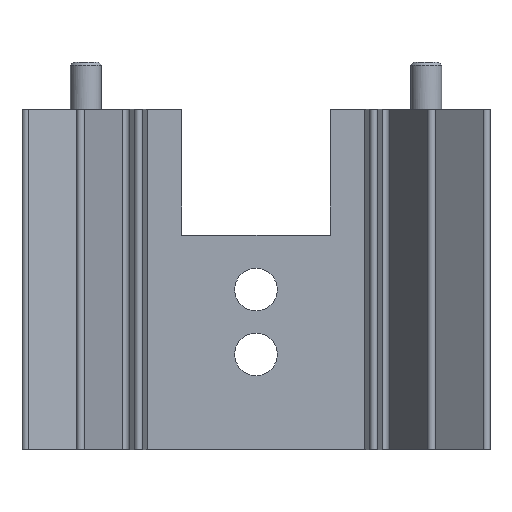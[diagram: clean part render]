
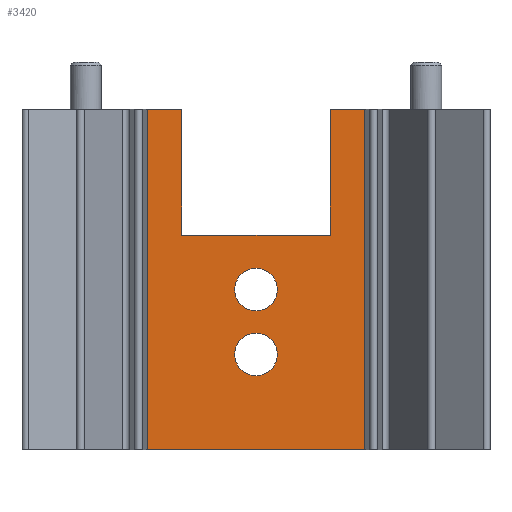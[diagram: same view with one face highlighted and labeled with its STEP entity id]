
A CAD part, front view. The second image highlights one B-rep face of the part: STEP entity #3420.
In plain terms, the highlighted planar face has unit normal (0, -1, 0).
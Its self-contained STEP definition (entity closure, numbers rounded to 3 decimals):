
#23 = VERTEX_POINT ( 'NONE', #2444 ) ;
#66 = CARTESIAN_POINT ( 'NONE',  ( -8.1, -0.785, -25.4 ) ) ;
#122 = CIRCLE ( 'NONE', #1638, 1.59 ) ;
#137 = DIRECTION ( 'NONE',  ( 0., 0., 1. ) ) ;
#167 = CARTESIAN_POINT ( 'NONE',  ( 0., -0.785, -15.05 ) ) ;
#181 = ORIENTED_EDGE ( 'NONE', *, *, #703, .T. ) ;
#189 = AXIS2_PLACEMENT_3D ( 'NONE', #66, #1173, #1966 ) ;
#194 = DIRECTION ( 'NONE',  ( 1., 0., 0. ) ) ;
#208 = AXIS2_PLACEMENT_3D ( 'NONE', #986, #2619, #1511 ) ;
#250 = ORIENTED_EDGE ( 'NONE', *, *, #1006, .F. ) ;
#262 = CARTESIAN_POINT ( 'NONE',  ( -8.1, -0.785, 0. ) ) ;
#342 = DIRECTION ( 'NONE',  ( 1., 0., 0. ) ) ;
#347 = DIRECTION ( 'NONE',  ( 1., 0., 0. ) ) ;
#361 = EDGE_CURVE ( 'NONE', #2460, #3121, #1183, .T. ) ;
#378 = CARTESIAN_POINT ( 'NONE',  ( 0., -0.785, -19.88 ) ) ;
#430 = EDGE_CURVE ( 'NONE', #1689, #588, #1465, .T. ) ;
#460 = EDGE_LOOP ( 'NONE', ( #181, #2901 ) ) ;
#495 = EDGE_CURVE ( 'NONE', #659, #1294, #1087, .T. ) ;
#587 = LINE ( 'NONE', #1631, #1301 ) ;
#588 = VERTEX_POINT ( 'NONE', #664 ) ;
#596 = VECTOR ( 'NONE', #2408, 1000. ) ;
#611 = EDGE_CURVE ( 'NONE', #3121, #588, #2229, .T. ) ;
#636 = CARTESIAN_POINT ( 'NONE',  ( 0., -0.785, -18.29 ) ) ;
#659 = VERTEX_POINT ( 'NONE', #2165 ) ;
#664 = CARTESIAN_POINT ( 'NONE',  ( 8.1, -0.785, 0. ) ) ;
#671 = ORIENTED_EDGE ( 'NONE', *, *, #430, .T. ) ;
#688 = EDGE_CURVE ( 'NONE', #23, #1689, #836, .T. ) ;
#703 = EDGE_CURVE ( 'NONE', #1294, #659, #122, .T. ) ;
#726 = CARTESIAN_POINT ( 'NONE',  ( -5.55, -0.785, -25.4 ) ) ;
#836 = LINE ( 'NONE', #2693, #596 ) ;
#909 = CARTESIAN_POINT ( 'NONE',  ( -8.1, -0.785, 0. ) ) ;
#916 = CARTESIAN_POINT ( 'NONE',  ( 8.1, -0.785, -25.4 ) ) ;
#917 = CARTESIAN_POINT ( 'NONE',  ( -8.1, -0.785, -9.4 ) ) ;
#931 = EDGE_CURVE ( 'NONE', #3394, #2460, #1215, .T. ) ;
#940 = EDGE_CURVE ( 'NONE', #3330, #1255, #1334, .T. ) ;
#986 = CARTESIAN_POINT ( 'NONE',  ( 0., -0.785, -18.29 ) ) ;
#987 = AXIS2_PLACEMENT_3D ( 'NONE', #1401, #3229, #347 ) ;
#1006 = EDGE_CURVE ( 'NONE', #2240, #3394, #2228, .T. ) ;
#1029 = LINE ( 'NONE', #909, #2596 ) ;
#1087 = CIRCLE ( 'NONE', #987, 1.59 ) ;
#1144 = DIRECTION ( 'NONE',  ( 0., 0., 1. ) ) ;
#1173 = DIRECTION ( 'NONE',  ( 0., -1., 0. ) ) ;
#1183 = LINE ( 'NONE', #2599, #1267 ) ;
#1214 = ORIENTED_EDGE ( 'NONE', *, *, #361, .F. ) ;
#1215 = LINE ( 'NONE', #917, #3096 ) ;
#1224 = EDGE_LOOP ( 'NONE', ( #3212, #2384 ) ) ;
#1255 = VERTEX_POINT ( 'NONE', #378 ) ;
#1260 = FACE_BOUND ( 'NONE', #1224, .T. ) ;
#1267 = VECTOR ( 'NONE', #137, 1000. ) ;
#1294 = VERTEX_POINT ( 'NONE', #167 ) ;
#1301 = VECTOR ( 'NONE', #2462, 1000. ) ;
#1312 = ORIENTED_EDGE ( 'NONE', *, *, #1612, .F. ) ;
#1334 = CIRCLE ( 'NONE', #208, 1.59 ) ;
#1345 = CARTESIAN_POINT ( 'NONE',  ( 0., -0.785, -13.46 ) ) ;
#1401 = CARTESIAN_POINT ( 'NONE',  ( 0., -0.785, -13.46 ) ) ;
#1434 = ORIENTED_EDGE ( 'NONE', *, *, #1549, .F. ) ;
#1437 = ORIENTED_EDGE ( 'NONE', *, *, #611, .F. ) ;
#1443 = CARTESIAN_POINT ( 'NONE',  ( 5.55, -0.785, 0. ) ) ;
#1465 = LINE ( 'NONE', #2751, #2852 ) ;
#1495 = VECTOR ( 'NONE', #2434, 1000. ) ;
#1511 = DIRECTION ( 'NONE',  ( 1., 0., 0. ) ) ;
#1537 = FACE_BOUND ( 'NONE', #460, .T. ) ;
#1549 = EDGE_CURVE ( 'NONE', #23, #1954, #587, .T. ) ;
#1609 = DIRECTION ( 'NONE',  ( 0., 1., 0. ) ) ;
#1612 = EDGE_CURVE ( 'NONE', #1954, #2240, #1029, .T. ) ;
#1631 = CARTESIAN_POINT ( 'NONE',  ( -8.1, -0.785, -25.4 ) ) ;
#1638 = AXIS2_PLACEMENT_3D ( 'NONE', #1345, #1609, #2947 ) ;
#1671 = CARTESIAN_POINT ( 'NONE',  ( -5.55, -0.785, 0. ) ) ;
#1689 = VERTEX_POINT ( 'NONE', #916 ) ;
#1728 = CARTESIAN_POINT ( 'NONE',  ( 5.55, -0.785, -9.4 ) ) ;
#1885 = CARTESIAN_POINT ( 'NONE',  ( 0., -0.785, -16.7 ) ) ;
#1954 = VERTEX_POINT ( 'NONE', #2185 ) ;
#1966 = DIRECTION ( 'NONE',  ( 0., 0., -1. ) ) ;
#1976 = VECTOR ( 'NONE', #3411, 1000. ) ;
#2028 = CIRCLE ( 'NONE', #3389, 1.59 ) ;
#2165 = CARTESIAN_POINT ( 'NONE',  ( 0., -0.785, -11.87 ) ) ;
#2185 = CARTESIAN_POINT ( 'NONE',  ( -8.1, -0.785, 0. ) ) ;
#2228 = LINE ( 'NONE', #726, #1976 ) ;
#2229 = LINE ( 'NONE', #262, #1495 ) ;
#2240 = VERTEX_POINT ( 'NONE', #1671 ) ;
#2264 = FACE_OUTER_BOUND ( 'NONE', #2935, .T. ) ;
#2384 = ORIENTED_EDGE ( 'NONE', *, *, #940, .T. ) ;
#2408 = DIRECTION ( 'NONE',  ( 1., 0., 0. ) ) ;
#2434 = DIRECTION ( 'NONE',  ( 1., 0., 0. ) ) ;
#2444 = CARTESIAN_POINT ( 'NONE',  ( -8.1, -0.785, -25.4 ) ) ;
#2460 = VERTEX_POINT ( 'NONE', #1728 ) ;
#2462 = DIRECTION ( 'NONE',  ( 0., 0., 1. ) ) ;
#2596 = VECTOR ( 'NONE', #3252, 1000. ) ;
#2599 = CARTESIAN_POINT ( 'NONE',  ( 5.55, -0.785, -25.4 ) ) ;
#2603 = ORIENTED_EDGE ( 'NONE', *, *, #688, .T. ) ;
#2619 = DIRECTION ( 'NONE',  ( 0., 1., 0. ) ) ;
#2693 = CARTESIAN_POINT ( 'NONE',  ( -8.1, -0.785, -25.4 ) ) ;
#2751 = CARTESIAN_POINT ( 'NONE',  ( 8.1, -0.785, -25.4 ) ) ;
#2777 = DIRECTION ( 'NONE',  ( 0., 1., 0. ) ) ;
#2852 = VECTOR ( 'NONE', #1144, 1000. ) ;
#2901 = ORIENTED_EDGE ( 'NONE', *, *, #495, .T. ) ;
#2935 = EDGE_LOOP ( 'NONE', ( #250, #1312, #1434, #2603, #671, #1437, #1214, #3126 ) ) ;
#2947 = DIRECTION ( 'NONE',  ( 1., 0., 0. ) ) ;
#3082 = EDGE_CURVE ( 'NONE', #1255, #3330, #2028, .T. ) ;
#3096 = VECTOR ( 'NONE', #194, 1000. ) ;
#3121 = VERTEX_POINT ( 'NONE', #1443 ) ;
#3126 = ORIENTED_EDGE ( 'NONE', *, *, #931, .F. ) ;
#3212 = ORIENTED_EDGE ( 'NONE', *, *, #3082, .T. ) ;
#3229 = DIRECTION ( 'NONE',  ( 0., 1., 0. ) ) ;
#3246 = CARTESIAN_POINT ( 'NONE',  ( -5.55, -0.785, -9.4 ) ) ;
#3252 = DIRECTION ( 'NONE',  ( 1., 0., 0. ) ) ;
#3253 = PLANE ( 'NONE',  #189 ) ;
#3330 = VERTEX_POINT ( 'NONE', #1885 ) ;
#3389 = AXIS2_PLACEMENT_3D ( 'NONE', #636, #2777, #342 ) ;
#3394 = VERTEX_POINT ( 'NONE', #3246 ) ;
#3411 = DIRECTION ( 'NONE',  ( 0., 0., -1. ) ) ;
#3420 = ADVANCED_FACE ( 'NONE', ( #2264, #1537, #1260 ), #3253, .T. ) ;
